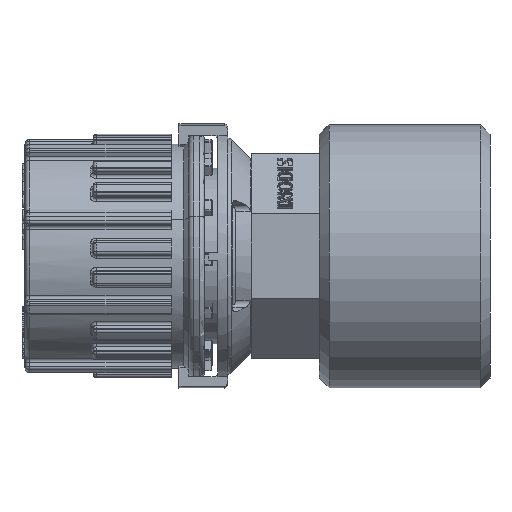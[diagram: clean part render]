
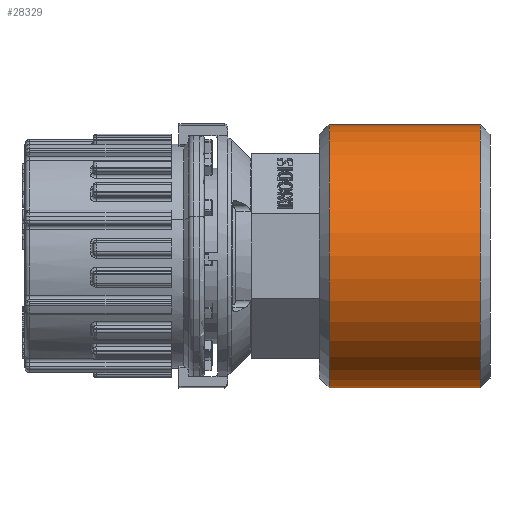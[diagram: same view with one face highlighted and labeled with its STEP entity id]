
A CAD part, front view. The second image highlights one B-rep face of the part: STEP entity #28329.
In plain terms, the highlighted cylindrical face has radius 13.5 mm (diameter 27 mm), a partial arc.
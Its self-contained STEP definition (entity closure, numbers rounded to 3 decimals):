
#257 = ORIENTED_EDGE ( 'NONE', *, *, #1557, .F. ) ;
#774 = AXIS2_PLACEMENT_3D ( 'NONE', #4633, #4777, #27973 ) ;
#1388 = CIRCLE ( 'NONE', #35475, 13.5 ) ;
#1557 = EDGE_CURVE ( 'NONE', #12333, #15253, #14866, .T. ) ;
#3313 = VECTOR ( 'NONE', #35016, 1000. ) ;
#4633 = CARTESIAN_POINT ( 'NONE',  ( 0., 0., 0. ) ) ;
#4777 = DIRECTION ( 'NONE',  ( -1., 0., 0. ) ) ;
#5238 = CARTESIAN_POINT ( 'NONE',  ( 23., 0., 13.5 ) ) ;
#7528 = DIRECTION ( 'NONE',  ( 0., 0., 1. ) ) ;
#7658 = ORIENTED_EDGE ( 'NONE', *, *, #22265, .T. ) ;
#8847 = CARTESIAN_POINT ( 'NONE',  ( 38.5, 0., 13.5 ) ) ;
#12333 = VERTEX_POINT ( 'NONE', #37297 ) ;
#13452 = AXIS2_PLACEMENT_3D ( 'NONE', #37268, #20570, #7528 ) ;
#14381 = EDGE_CURVE ( 'NONE', #34512, #18093, #23590, .T. ) ;
#14866 = LINE ( 'NONE', #15215, #20578 ) ;
#15215 = CARTESIAN_POINT ( 'NONE',  ( 0., 0., -13.5 ) ) ;
#15253 = VERTEX_POINT ( 'NONE', #26918 ) ;
#16426 = ORIENTED_EDGE ( 'NONE', *, *, #42145, .F. ) ;
#18093 = VERTEX_POINT ( 'NONE', #5238 ) ;
#19034 = CIRCLE ( 'NONE', #13452, 13.5 ) ;
#20570 = DIRECTION ( 'NONE',  ( -1., 0., 0. ) ) ;
#20578 = VECTOR ( 'NONE', #21343, 1000. ) ;
#21343 = DIRECTION ( 'NONE',  ( -1., 0., 0. ) ) ;
#22265 = EDGE_CURVE ( 'NONE', #12333, #34512, #19034, .T. ) ;
#23436 = FACE_OUTER_BOUND ( 'NONE', #24836, .T. ) ;
#23590 = LINE ( 'NONE', #41442, #3313 ) ;
#24836 = EDGE_LOOP ( 'NONE', ( #257, #7658, #33246, #16426 ) ) ;
#26918 = CARTESIAN_POINT ( 'NONE',  ( 23., 0., -13.5 ) ) ;
#27674 = DIRECTION ( 'NONE',  ( 0., 0., 1. ) ) ;
#27973 = DIRECTION ( 'NONE',  ( 0., 0., 1. ) ) ;
#28329 = ADVANCED_FACE ( 'NONE', ( #23436 ), #31135, .T. ) ;
#31135 = CYLINDRICAL_SURFACE ( 'NONE', #774, 13.5 ) ;
#33246 = ORIENTED_EDGE ( 'NONE', *, *, #14381, .T. ) ;
#34512 = VERTEX_POINT ( 'NONE', #8847 ) ;
#35016 = DIRECTION ( 'NONE',  ( -1., 0., 0. ) ) ;
#35475 = AXIS2_PLACEMENT_3D ( 'NONE', #41261, #40818, #27674 ) ;
#37268 = CARTESIAN_POINT ( 'NONE',  ( 38.5, 0., 0. ) ) ;
#37297 = CARTESIAN_POINT ( 'NONE',  ( 38.5, 0., -13.5 ) ) ;
#40818 = DIRECTION ( 'NONE',  ( -1., 0., 0. ) ) ;
#41261 = CARTESIAN_POINT ( 'NONE',  ( 23., 0., 0. ) ) ;
#41442 = CARTESIAN_POINT ( 'NONE',  ( 0., 0., 13.5 ) ) ;
#42145 = EDGE_CURVE ( 'NONE', #15253, #18093, #1388, .T. ) ;
